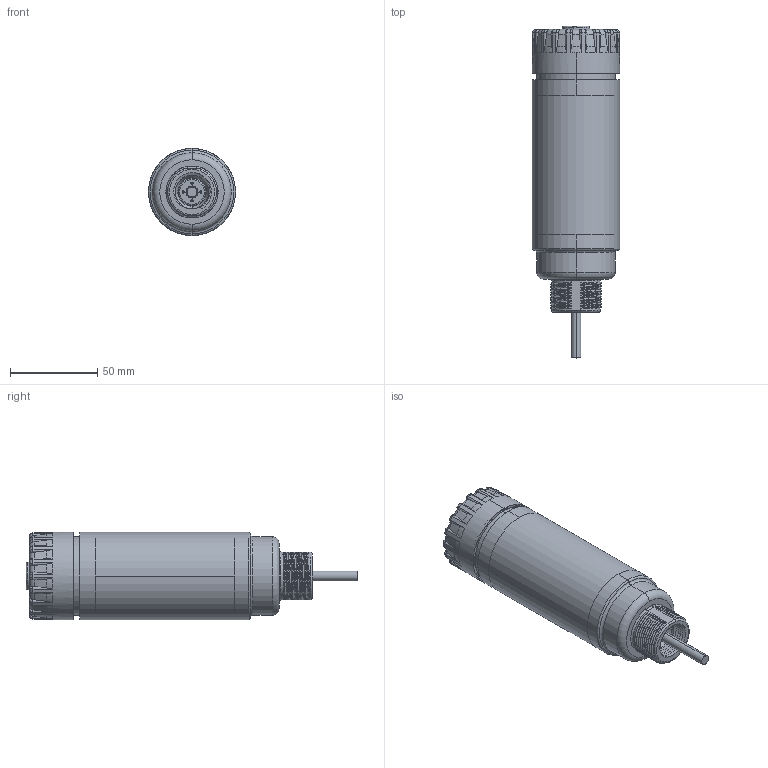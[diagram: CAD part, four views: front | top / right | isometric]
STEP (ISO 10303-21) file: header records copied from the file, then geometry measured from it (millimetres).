
FILE_DESCRIPTION((''),'2;1');
FILE_NAME('146181_SM01_ASM','2025-07-18T11:46:30',('banengservice'),('BANNER ENGINEERING'),'CREO PARAMETRIC BY PTC INC, 2022414','CREO PARAMETRIC BY PTC INC, 2022414','');
FILE_SCHEMA(('CONFIG_CONTROL_DESIGN'));
Length unit declared in the file: millimetre
Products named in the file (3): 146181_EP01; 146181_EP02; 146181_SM01_ASM
Assembly tree (2 placements, depth 2):
  146181_SM01_ASM
    146181_EP01
    146181_EP02
Bounding box: 50 x 190.55 x 50 mm (x, y, z)
Volume: 280109.3 mm3; surface area: 33000.6 mm2
Topology: 2 solids, 2 shells, 767 faces, 1946 edges, 1209 vertices
Faces by surface type: cylinder 300, torus 162, plane 145, bspline 136, cone 24
Entity records: 31295 total; most frequent: CARTESIAN_POINT 13359, ORIENTED_EDGE 3892, DIRECTION 3642, EDGE_CURVE 1946, AXIS2_PLACEMENT_3D 1495, VERTEX_POINT 1209, CIRCLE 859, EDGE_LOOP 801
